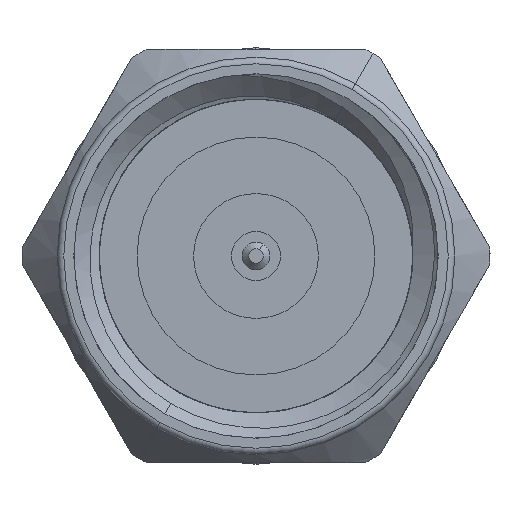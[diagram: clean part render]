
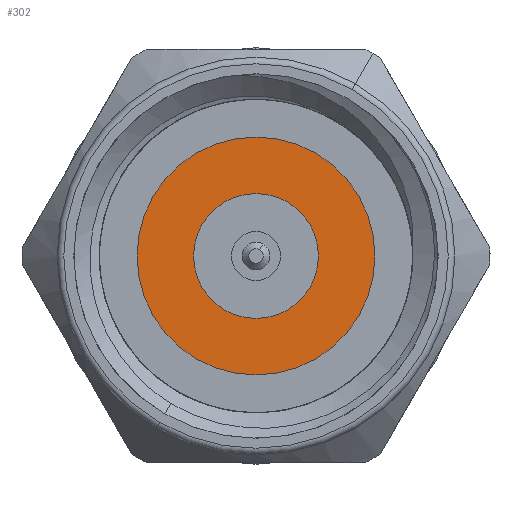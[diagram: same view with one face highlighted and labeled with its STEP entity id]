
A CAD part, left-side view. The second image highlights one B-rep face of the part: STEP entity #302.
In plain terms, the highlighted planar face has unit normal (-1, 0, 0).
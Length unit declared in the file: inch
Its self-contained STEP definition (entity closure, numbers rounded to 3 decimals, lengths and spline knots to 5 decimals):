
#28 = ORIENTED_EDGE ( 'NONE', *, *, #6313, .F. ) ;
#113 = CARTESIAN_POINT ( 'NONE',  ( 0.09, 0., 0. ) ) ;
#193 = ORIENTED_EDGE ( 'NONE', *, *, #1254, .F. ) ;
#302 = ADVANCED_FACE ( 'NONE', ( #2150, #5181 ), #5692, .F. ) ;
#321 = AXIS2_PLACEMENT_3D ( 'NONE', #6855, #6893, #7403 ) ;
#351 = DIRECTION ( 'NONE',  ( 1., 0., 0. ) ) ;
#595 = DIRECTION ( 'NONE',  ( -1., 0., 0. ) ) ;
#610 = VERTEX_POINT ( 'NONE', #1514 ) ;
#741 = EDGE_LOOP ( 'NONE', ( #193, #6601 ) ) ;
#1021 = VERTEX_POINT ( 'NONE', #2049 ) ;
#1158 = AXIS2_PLACEMENT_3D ( 'NONE', #3968, #351, #3280 ) ;
#1254 = EDGE_CURVE ( 'NONE', #3455, #5416, #3141, .T. ) ;
#1343 = CARTESIAN_POINT ( 'NONE',  ( 0.09, -0.045, 0.07794 ) ) ;
#1397 = DIRECTION ( 'NONE',  ( 0., -0.5, 0.866 ) ) ;
#1514 = CARTESIAN_POINT ( 'NONE',  ( 0.09, -0.02362, 0.04091 ) ) ;
#1771 = DIRECTION ( 'NONE',  ( 0., 0.5, -0.866 ) ) ;
#1901 = ORIENTED_EDGE ( 'NONE', *, *, #3178, .F. ) ;
#2049 = CARTESIAN_POINT ( 'NONE',  ( 0.09, 0.02362, -0.04091 ) ) ;
#2150 = FACE_BOUND ( 'NONE', #7201, .T. ) ;
#2266 = CIRCLE ( 'NONE', #7285, 0.04724 ) ;
#2507 = DIRECTION ( 'NONE',  ( 0., -0.5, 0.866 ) ) ;
#3141 = CIRCLE ( 'NONE', #5252, 0.09 ) ;
#3178 = EDGE_CURVE ( 'NONE', #1021, #610, #2266, .T. ) ;
#3280 = DIRECTION ( 'NONE',  ( 0., 1., 0. ) ) ;
#3455 = VERTEX_POINT ( 'NONE', #6680 ) ;
#3968 = CARTESIAN_POINT ( 'NONE',  ( 0.09, 0.13027, 0.07521 ) ) ;
#4144 = CARTESIAN_POINT ( 'NONE',  ( 0.09, 0., 0. ) ) ;
#5181 = FACE_OUTER_BOUND ( 'NONE', #741, .T. ) ;
#5252 = AXIS2_PLACEMENT_3D ( 'NONE', #4144, #5940, #1771 ) ;
#5303 = CIRCLE ( 'NONE', #321, 0.09 ) ;
#5416 = VERTEX_POINT ( 'NONE', #1343 ) ;
#5490 = DIRECTION ( 'NONE',  ( -1., 0., 0. ) ) ;
#5692 = PLANE ( 'NONE',  #1158 ) ;
#5830 = CIRCLE ( 'NONE', #7203, 0.04724 ) ;
#5940 = DIRECTION ( 'NONE',  ( 1., 0., 0. ) ) ;
#6313 = EDGE_CURVE ( 'NONE', #610, #1021, #5830, .T. ) ;
#6556 = CARTESIAN_POINT ( 'NONE',  ( 0.09, 0., 0. ) ) ;
#6601 = ORIENTED_EDGE ( 'NONE', *, *, #7591, .F. ) ;
#6680 = CARTESIAN_POINT ( 'NONE',  ( 0.09, 0.045, -0.07794 ) ) ;
#6855 = CARTESIAN_POINT ( 'NONE',  ( 0.09, 0., 0. ) ) ;
#6893 = DIRECTION ( 'NONE',  ( 1., 0., 0. ) ) ;
#7201 = EDGE_LOOP ( 'NONE', ( #28, #1901 ) ) ;
#7203 = AXIS2_PLACEMENT_3D ( 'NONE', #113, #5490, #1397 ) ;
#7285 = AXIS2_PLACEMENT_3D ( 'NONE', #6556, #595, #2507 ) ;
#7403 = DIRECTION ( 'NONE',  ( 0., 0.5, -0.866 ) ) ;
#7591 = EDGE_CURVE ( 'NONE', #5416, #3455, #5303, .T. ) ;
